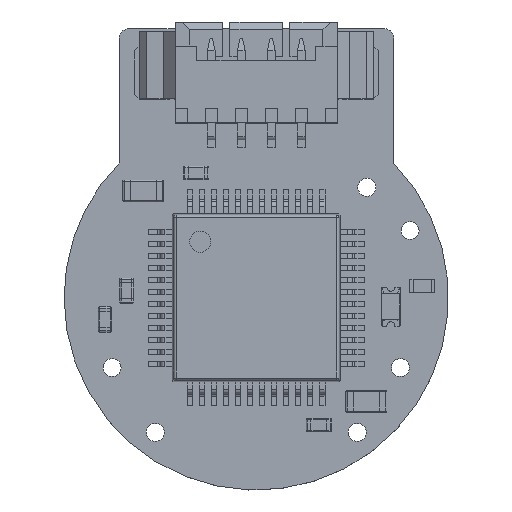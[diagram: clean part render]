
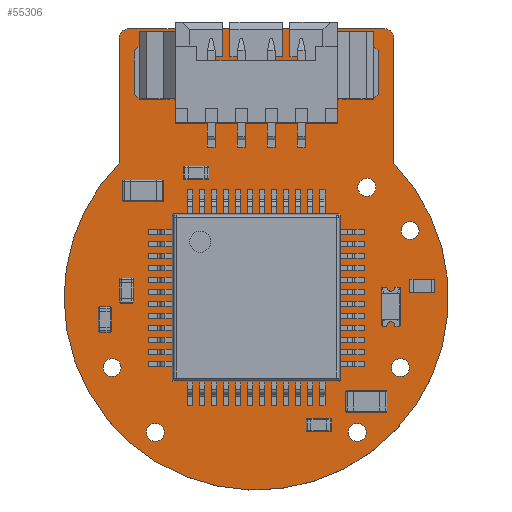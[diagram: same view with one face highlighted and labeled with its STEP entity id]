
A CAD part, top view. The second image highlights one B-rep face of the part: STEP entity #55306.
In plain terms, the highlighted planar face has unit normal (0, 0, 1).
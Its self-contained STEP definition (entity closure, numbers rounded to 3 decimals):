
#54857 = VERTEX_POINT('',#54858);
#54858 = CARTESIAN_POINT('',(-8.,0.,0.));
#54864 = EDGE_CURVE('',#54857,#54865,#54867,.T.);
#54865 = VERTEX_POINT('',#54866);
#54866 = CARTESIAN_POINT('',(-5.7,5.613,0.));
#54867 = CIRCLE('',#54868,7.996);
#54868 = AXIS2_PLACEMENT_3D('',#54869,#54870,#54871);
#54869 = CARTESIAN_POINT('',(-0.004,0.001,
    0.));
#54870 = DIRECTION('',(0.,0.,-1.));
#54871 = DIRECTION('',(-1.,0.,0.));
#54897 = EDGE_CURVE('',#54865,#54898,#54900,.T.);
#54898 = VERTEX_POINT('',#54899);
#54899 = CARTESIAN_POINT('',(-5.7,10.8,0.));
#54900 = LINE('',#54901,#54902);
#54901 = CARTESIAN_POINT('',(-5.7,5.613,0.));
#54902 = VECTOR('',#54903,1.);
#54903 = DIRECTION('',(0.,1.,0.));
#54928 = EDGE_CURVE('',#54898,#54929,#54931,.T.);
#54929 = VERTEX_POINT('',#54930);
#54930 = CARTESIAN_POINT('',(-5.3,11.2,0.));
#54931 = CIRCLE('',#54932,0.399);
#54932 = AXIS2_PLACEMENT_3D('',#54933,#54934,#54935);
#54933 = CARTESIAN_POINT('',(-5.301,10.801,0.));
#54934 = DIRECTION('',(0.,0.,-1.));
#54935 = DIRECTION('',(-1.,-0.001,0.));
#54961 = EDGE_CURVE('',#54929,#54962,#54964,.T.);
#54962 = VERTEX_POINT('',#54963);
#54963 = CARTESIAN_POINT('',(5.331,11.2,0.));
#54964 = LINE('',#54965,#54966);
#54965 = CARTESIAN_POINT('',(-5.3,11.2,0.));
#54966 = VECTOR('',#54967,1.);
#54967 = DIRECTION('',(1.,0.,0.));
#54992 = EDGE_CURVE('',#54962,#54993,#54995,.T.);
#54993 = VERTEX_POINT('',#54994);
#54994 = CARTESIAN_POINT('',(5.731,10.8,0.));
#54995 = CIRCLE('',#54996,0.399);
#54996 = AXIS2_PLACEMENT_3D('',#54997,#54998,#54999);
#54997 = CARTESIAN_POINT('',(5.332,10.801,0.));
#54998 = DIRECTION('',(0.,0.,-1.));
#54999 = DIRECTION('',(-0.001,1.,0.));
#55025 = EDGE_CURVE('',#54993,#55026,#55028,.T.);
#55026 = VERTEX_POINT('',#55027);
#55027 = CARTESIAN_POINT('',(5.722,5.591,0.));
#55028 = LINE('',#55029,#55030);
#55029 = CARTESIAN_POINT('',(5.731,10.8,0.));
#55030 = VECTOR('',#55031,1.);
#55031 = DIRECTION('',(-0.002,-1.,0.));
#55056 = EDGE_CURVE('',#55026,#54857,#55057,.T.);
#55057 = CIRCLE('',#55058,8.);
#55058 = AXIS2_PLACEMENT_3D('',#55059,#55060,#55061);
#55059 = CARTESIAN_POINT('',(0.,0.,
    0.));
#55060 = DIRECTION('',(0.,0.,-1.));
#55061 = DIRECTION('',(0.715,0.699,0.));
#55082 = VERTEX_POINT('',#55083);
#55083 = CARTESIAN_POINT('',(4.575,-5.6,0.));
#55089 = EDGE_CURVE('',#55082,#55082,#55090,.T.);
#55090 = CIRCLE('',#55091,0.375);
#55091 = AXIS2_PLACEMENT_3D('',#55092,#55093,#55094);
#55092 = CARTESIAN_POINT('',(4.2,-5.6,0.));
#55093 = DIRECTION('',(0.,0.,1.));
#55094 = DIRECTION('',(1.,0.,0.));
#55115 = VERTEX_POINT('',#55116);
#55116 = CARTESIAN_POINT('',(-5.625,-2.9,0.));
#55122 = EDGE_CURVE('',#55115,#55115,#55123,.T.);
#55123 = CIRCLE('',#55124,0.375);
#55124 = AXIS2_PLACEMENT_3D('',#55125,#55126,#55127);
#55125 = CARTESIAN_POINT('',(-6.,-2.9,0.));
#55126 = DIRECTION('',(0.,0.,1.));
#55127 = DIRECTION('',(1.,0.,0.));
#55148 = VERTEX_POINT('',#55149);
#55149 = CARTESIAN_POINT('',(-3.825,-5.6,0.));
#55155 = EDGE_CURVE('',#55148,#55148,#55156,.T.);
#55156 = CIRCLE('',#55157,0.375);
#55157 = AXIS2_PLACEMENT_3D('',#55158,#55159,#55160);
#55158 = CARTESIAN_POINT('',(-4.2,-5.6,0.));
#55159 = DIRECTION('',(0.,0.,1.));
#55160 = DIRECTION('',(1.,0.,0.));
#55181 = VERTEX_POINT('',#55182);
#55182 = CARTESIAN_POINT('',(6.375,-2.9,0.));
#55188 = EDGE_CURVE('',#55181,#55181,#55189,.T.);
#55189 = CIRCLE('',#55190,0.375);
#55190 = AXIS2_PLACEMENT_3D('',#55191,#55192,#55193);
#55191 = CARTESIAN_POINT('',(6.,-2.9,0.));
#55192 = DIRECTION('',(0.,0.,1.));
#55193 = DIRECTION('',(1.,0.,0.));
#55214 = VERTEX_POINT('',#55215);
#55215 = CARTESIAN_POINT('',(4.977,4.598,0.));
#55221 = EDGE_CURVE('',#55214,#55214,#55222,.T.);
#55222 = CIRCLE('',#55223,0.375);
#55223 = AXIS2_PLACEMENT_3D('',#55224,#55225,#55226);
#55224 = CARTESIAN_POINT('',(4.602,4.598,0.));
#55225 = DIRECTION('',(0.,0.,1.));
#55226 = DIRECTION('',(1.,0.,0.));
#55247 = VERTEX_POINT('',#55248);
#55248 = CARTESIAN_POINT('',(6.773,2.802,0.));
#55254 = EDGE_CURVE('',#55247,#55247,#55255,.T.);
#55255 = CIRCLE('',#55256,0.375);
#55256 = AXIS2_PLACEMENT_3D('',#55257,#55258,#55259);
#55257 = CARTESIAN_POINT('',(6.398,2.802,0.));
#55258 = DIRECTION('',(0.,0.,1.));
#55259 = DIRECTION('',(1.,0.,0.));
#55306 = ADVANCED_FACE('',(#55307,#55316,#55319,#55322,#55325,#55328,
    #55331),#55334,.T.);
#55307 = FACE_BOUND('',#55308,.F.);
#55308 = EDGE_LOOP('',(#55309,#55310,#55311,#55312,#55313,#55314,#55315)
  );
#55309 = ORIENTED_EDGE('',*,*,#54864,.T.);
#55310 = ORIENTED_EDGE('',*,*,#54897,.T.);
#55311 = ORIENTED_EDGE('',*,*,#54928,.T.);
#55312 = ORIENTED_EDGE('',*,*,#54961,.T.);
#55313 = ORIENTED_EDGE('',*,*,#54992,.T.);
#55314 = ORIENTED_EDGE('',*,*,#55025,.T.);
#55315 = ORIENTED_EDGE('',*,*,#55056,.T.);
#55316 = FACE_BOUND('',#55317,.T.);
#55317 = EDGE_LOOP('',(#55318));
#55318 = ORIENTED_EDGE('',*,*,#55089,.F.);
#55319 = FACE_BOUND('',#55320,.T.);
#55320 = EDGE_LOOP('',(#55321));
#55321 = ORIENTED_EDGE('',*,*,#55122,.F.);
#55322 = FACE_BOUND('',#55323,.T.);
#55323 = EDGE_LOOP('',(#55324));
#55324 = ORIENTED_EDGE('',*,*,#55155,.F.);
#55325 = FACE_BOUND('',#55326,.T.);
#55326 = EDGE_LOOP('',(#55327));
#55327 = ORIENTED_EDGE('',*,*,#55188,.F.);
#55328 = FACE_BOUND('',#55329,.T.);
#55329 = EDGE_LOOP('',(#55330));
#55330 = ORIENTED_EDGE('',*,*,#55221,.F.);
#55331 = FACE_BOUND('',#55332,.T.);
#55332 = EDGE_LOOP('',(#55333));
#55333 = ORIENTED_EDGE('',*,*,#55254,.F.);
#55334 = PLANE('',#55335);
#55335 = AXIS2_PLACEMENT_3D('',#55336,#55337,#55338);
#55336 = CARTESIAN_POINT('',(-8.,0.,0.));
#55337 = DIRECTION('',(0.,0.,1.));
#55338 = DIRECTION('',(1.,0.,0.));
